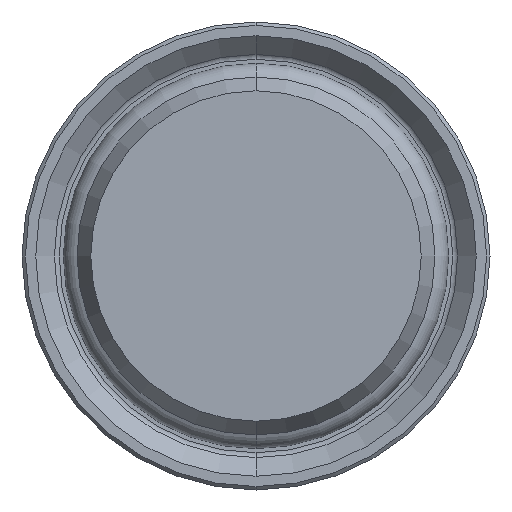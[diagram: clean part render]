
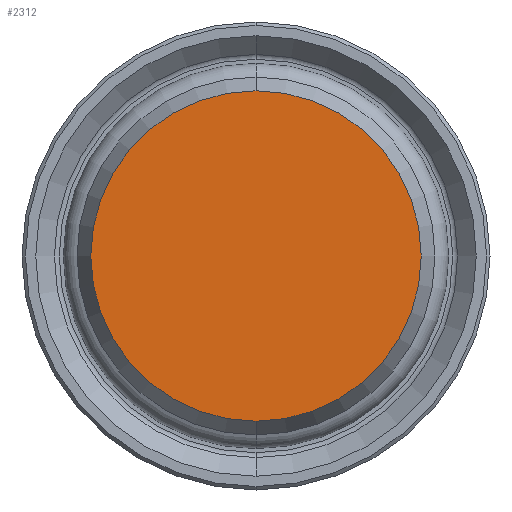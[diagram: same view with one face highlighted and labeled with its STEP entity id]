
A CAD part, front view. The second image highlights one B-rep face of the part: STEP entity #2312.
In plain terms, the highlighted planar face has unit normal (0, -1, 0).
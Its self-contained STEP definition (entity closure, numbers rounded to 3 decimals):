
#31 = EDGE_LOOP ( 'NONE', ( #893, #173 ) ) ;
#154 = CIRCLE ( 'NONE', #1938, 12.001 ) ;
#173 = ORIENTED_EDGE ( 'NONE', *, *, #1958, .T. ) ;
#343 = VERTEX_POINT ( 'NONE', #2040 ) ;
#416 = CARTESIAN_POINT ( 'NONE',  ( 12.001, 0., 0. ) ) ;
#505 = FACE_OUTER_BOUND ( 'NONE', #31, .T. ) ;
#791 = DIRECTION ( 'NONE',  ( 0., 0., -1. ) ) ;
#893 = ORIENTED_EDGE ( 'NONE', *, *, #1919, .T. ) ;
#916 = AXIS2_PLACEMENT_3D ( 'NONE', #416, #950, #791 ) ;
#950 = DIRECTION ( 'NONE',  ( 0., -1., 0. ) ) ;
#1145 = DIRECTION ( 'NONE',  ( 0., 0., -1. ) ) ;
#1346 = DIRECTION ( 'NONE',  ( 0., -1., 0. ) ) ;
#1441 = PLANE ( 'NONE',  #916 ) ;
#1542 = DIRECTION ( 'NONE',  ( 0., 0., -1. ) ) ;
#1548 = CARTESIAN_POINT ( 'NONE',  ( 0., 0., 0. ) ) ;
#1582 = VERTEX_POINT ( 'NONE', #2303 ) ;
#1821 = AXIS2_PLACEMENT_3D ( 'NONE', #1548, #1877, #1542 ) ;
#1877 = DIRECTION ( 'NONE',  ( 0., -1., 0. ) ) ;
#1919 = EDGE_CURVE ( 'NONE', #1582, #343, #2091, .T. ) ;
#1938 = AXIS2_PLACEMENT_3D ( 'NONE', #2224, #1346, #1145 ) ;
#1958 = EDGE_CURVE ( 'NONE', #343, #1582, #154, .T. ) ;
#2040 = CARTESIAN_POINT ( 'NONE',  ( 0., 0., -12.001 ) ) ;
#2091 = CIRCLE ( 'NONE', #1821, 12.001 ) ;
#2224 = CARTESIAN_POINT ( 'NONE',  ( 0., 0., 0. ) ) ;
#2303 = CARTESIAN_POINT ( 'NONE',  ( 0., 0., 12.001 ) ) ;
#2312 = ADVANCED_FACE ( 'NONE', ( #505 ), #1441, .T. ) ;
